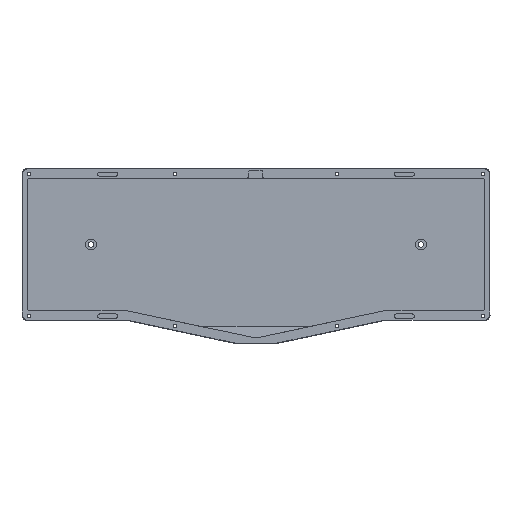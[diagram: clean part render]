
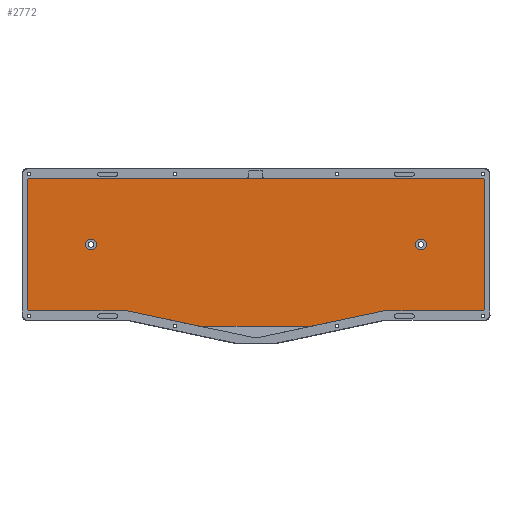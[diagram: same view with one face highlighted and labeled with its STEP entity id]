
A CAD part, top view. The second image highlights one B-rep face of the part: STEP entity #2772.
In plain terms, the highlighted planar face has unit normal (0, 0, 1).
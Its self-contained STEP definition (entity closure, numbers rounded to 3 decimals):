
#94=FACE_BOUND('',#385,.T.);
#95=FACE_BOUND('',#386,.T.);
#132=PLANE('',#2957);
#215=FACE_OUTER_BOUND('',#384,.T.);
#384=EDGE_LOOP('',(#1902,#1903,#1904,#1905,#1906,#1907,#1908,#1909,#1910,
#1911,#1912,#1913,#1914,#1915));
#385=EDGE_LOOP('',(#1916));
#386=EDGE_LOOP('',(#1917));
#585=CIRCLE('',#2958,2.);
#586=CIRCLE('',#2959,2.);
#587=CIRCLE('',#2960,2.);
#588=CIRCLE('',#2961,2.);
#589=CIRCLE('',#2962,4.);
#590=CIRCLE('',#2963,4.);
#686=LINE('',#3990,#944);
#690=LINE('',#3997,#948);
#691=LINE('',#4000,#949);
#694=LINE('',#4006,#952);
#695=LINE('',#4008,#953);
#696=LINE('',#4012,#954);
#697=LINE('',#4016,#955);
#698=LINE('',#4020,#956);
#699=LINE('',#4024,#957);
#700=LINE('',#4025,#958);
#944=VECTOR('',#3219,10.);
#948=VECTOR('',#3225,10.);
#949=VECTOR('',#3228,10.);
#952=VECTOR('',#3233,10.);
#953=VECTOR('',#3234,10.);
#954=VECTOR('',#3237,10.);
#955=VECTOR('',#3240,10.);
#956=VECTOR('',#3243,10.);
#957=VECTOR('',#3246,10.);
#958=VECTOR('',#3247,10.);
#1212=VERTEX_POINT('',#3987);
#1213=VERTEX_POINT('',#3989);
#1215=VERTEX_POINT('',#3995);
#1216=VERTEX_POINT('',#3999);
#1218=VERTEX_POINT('',#4005);
#1219=VERTEX_POINT('',#4007);
#1220=VERTEX_POINT('',#4009);
#1221=VERTEX_POINT('',#4011);
#1222=VERTEX_POINT('',#4013);
#1223=VERTEX_POINT('',#4015);
#1224=VERTEX_POINT('',#4017);
#1225=VERTEX_POINT('',#4019);
#1226=VERTEX_POINT('',#4021);
#1227=VERTEX_POINT('',#4023);
#1228=VERTEX_POINT('',#4026);
#1229=VERTEX_POINT('',#4028);
#1475=EDGE_CURVE('',#1213,#1212,#686,.T.);
#1479=EDGE_CURVE('',#1215,#1212,#690,.T.);
#1480=EDGE_CURVE('',#1213,#1216,#691,.T.);
#1483=EDGE_CURVE('',#1218,#1215,#694,.T.);
#1484=EDGE_CURVE('',#1219,#1218,#695,.T.);
#1485=EDGE_CURVE('',#1220,#1219,#585,.T.);
#1486=EDGE_CURVE('',#1221,#1220,#696,.T.);
#1487=EDGE_CURVE('',#1222,#1221,#586,.T.);
#1488=EDGE_CURVE('',#1223,#1222,#697,.T.);
#1489=EDGE_CURVE('',#1224,#1223,#587,.T.);
#1490=EDGE_CURVE('',#1225,#1224,#698,.T.);
#1491=EDGE_CURVE('',#1226,#1225,#588,.T.);
#1492=EDGE_CURVE('',#1227,#1226,#699,.T.);
#1493=EDGE_CURVE('',#1216,#1227,#700,.T.);
#1494=EDGE_CURVE('',#1228,#1228,#589,.T.);
#1495=EDGE_CURVE('',#1229,#1229,#590,.T.);
#1902=ORIENTED_EDGE('',*,*,#1475,.T.);
#1903=ORIENTED_EDGE('',*,*,#1479,.F.);
#1904=ORIENTED_EDGE('',*,*,#1483,.F.);
#1905=ORIENTED_EDGE('',*,*,#1484,.F.);
#1906=ORIENTED_EDGE('',*,*,#1485,.F.);
#1907=ORIENTED_EDGE('',*,*,#1486,.F.);
#1908=ORIENTED_EDGE('',*,*,#1487,.F.);
#1909=ORIENTED_EDGE('',*,*,#1488,.F.);
#1910=ORIENTED_EDGE('',*,*,#1489,.F.);
#1911=ORIENTED_EDGE('',*,*,#1490,.F.);
#1912=ORIENTED_EDGE('',*,*,#1491,.F.);
#1913=ORIENTED_EDGE('',*,*,#1492,.F.);
#1914=ORIENTED_EDGE('',*,*,#1493,.F.);
#1915=ORIENTED_EDGE('',*,*,#1480,.F.);
#1916=ORIENTED_EDGE('',*,*,#1494,.T.);
#1917=ORIENTED_EDGE('',*,*,#1495,.T.);
#2772=ADVANCED_FACE('',(#215,#94,#95),#132,.F.);
#2957=AXIS2_PLACEMENT_3D('',#4004,#3231,#3232);
#2958=AXIS2_PLACEMENT_3D('',#4010,#3235,#3236);
#2959=AXIS2_PLACEMENT_3D('',#4014,#3238,#3239);
#2960=AXIS2_PLACEMENT_3D('',#4018,#3241,#3242);
#2961=AXIS2_PLACEMENT_3D('',#4022,#3244,#3245);
#2962=AXIS2_PLACEMENT_3D('',#4027,#3248,#3249);
#2963=AXIS2_PLACEMENT_3D('',#4029,#3250,#3251);
#3219=DIRECTION('',(1.,0.,0.));
#3225=DIRECTION('',(-0.978,-0.208,0.));
#3228=DIRECTION('',(-0.978,0.208,0.));
#3231=DIRECTION('center_axis',(0.,0.,
-1.));
#3232=DIRECTION('ref_axis',(-1.,0.,0.));
#3233=DIRECTION('',(-0.995,-0.105,0.));
#3234=DIRECTION('',(-1.,0.,0.));
#3235=DIRECTION('center_axis',(0.,0.,
-1.));
#3236=DIRECTION('ref_axis',(0.707,-0.707,0.));
#3237=DIRECTION('',(0.,-1.,0.));
#3238=DIRECTION('center_axis',(0.,0.,
-1.));
#3239=DIRECTION('ref_axis',(0.707,0.707,0.));
#3240=DIRECTION('',(1.,0.,0.));
#3241=DIRECTION('center_axis',(0.,0.,
-1.));
#3242=DIRECTION('ref_axis',(-0.707,0.707,0.));
#3243=DIRECTION('',(0.,1.,0.));
#3244=DIRECTION('center_axis',(0.,0.,
-1.));
#3245=DIRECTION('ref_axis',(-0.707,-0.707,0.));
#3246=DIRECTION('',(-1.,0.,0.));
#3247=DIRECTION('',(-0.995,0.105,0.));
#3248=DIRECTION('center_axis',(0.,0.,
-1.));
#3249=DIRECTION('ref_axis',(-1.,0.,0.));
#3250=DIRECTION('center_axis',(0.,0.,
-1.));
#3251=DIRECTION('ref_axis',(-1.,0.,0.));
#3987=CARTESIAN_POINT('',(41.413,8.702,1.504));
#3989=CARTESIAN_POINT('',(-41.563,8.702,1.504));
#3990=CARTESIAN_POINT('',(-0.031,8.702,1.504));
#3995=CARTESIAN_POINT('',(93.996,19.879,1.504));
#3997=CARTESIAN_POINT('',(48.05,10.112,1.504));
#3999=CARTESIAN_POINT('',(-94.373,19.927,1.504));
#4000=CARTESIAN_POINT('',(-1.599,0.207,1.504));
#4004=CARTESIAN_POINT('Origin',(0.04,10.049,1.504));
#4005=CARTESIAN_POINT('',(94.984,19.982,1.504));
#4006=CARTESIAN_POINT('',(47.515,14.99,1.504));
#4007=CARTESIAN_POINT('',(167.824,19.982,1.504));
#4008=CARTESIAN_POINT('',(84.932,19.982,1.504));
#4009=CARTESIAN_POINT('',(169.824,21.982,1.504));
#4010=CARTESIAN_POINT('Origin',(167.824,21.982,1.504));
#4011=CARTESIAN_POINT('',(169.824,116.43,1.504));
#4012=CARTESIAN_POINT('',(169.824,64.24,1.504));
#4013=CARTESIAN_POINT('',(167.824,118.43,1.504));
#4014=CARTESIAN_POINT('Origin',(167.824,116.43,1.504));
#4015=CARTESIAN_POINT('',(-167.475,118.43,1.504));
#4016=CARTESIAN_POINT('',(-84.717,118.43,1.504));
#4017=CARTESIAN_POINT('',(-169.475,116.43,1.504));
#4018=CARTESIAN_POINT('Origin',(-167.475,116.43,1.504));
#4019=CARTESIAN_POINT('',(-169.475,22.032,1.504));
#4020=CARTESIAN_POINT('',(-169.475,15.041,1.504));
#4021=CARTESIAN_POINT('',(-167.475,20.032,1.504));
#4022=CARTESIAN_POINT('Origin',(-167.475,22.032,1.504));
#4023=CARTESIAN_POINT('',(-95.36,20.031,1.504));
#4024=CARTESIAN_POINT('',(-47.66,20.029,1.504));
#4025=CARTESIAN_POINT('',(-47.169,14.962,1.504));
#4026=CARTESIAN_POINT('',(126.389,69.219,1.504));
#4027=CARTESIAN_POINT('Origin',(122.389,69.219,1.504));
#4028=CARTESIAN_POINT('',(-118.129,69.219,1.504));
#4029=CARTESIAN_POINT('Origin',(-122.129,69.219,1.504));
